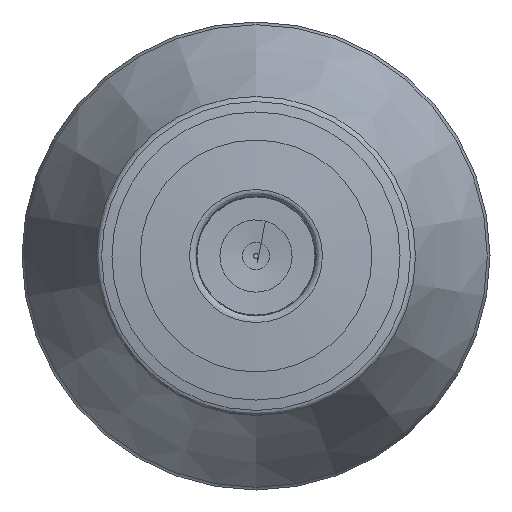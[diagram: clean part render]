
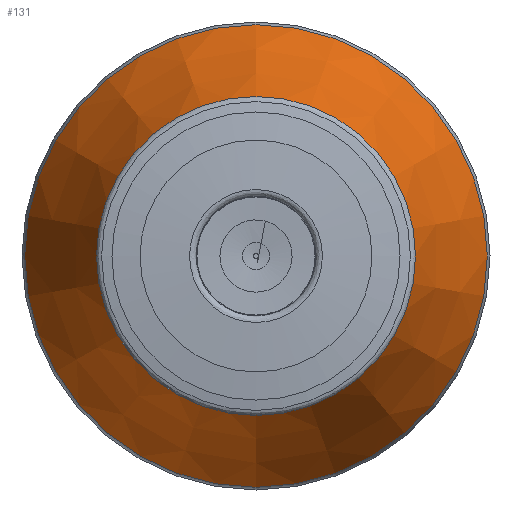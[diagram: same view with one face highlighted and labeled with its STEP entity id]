
A CAD part, left-side view. The second image highlights one B-rep face of the part: STEP entity #131.
In plain terms, the highlighted conical face has half-angle 23.806 degrees and reference radius 21.745 mm.
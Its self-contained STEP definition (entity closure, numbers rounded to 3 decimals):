
#116=CONICAL_SURFACE('',#501,21.745,23.806);
#131=ADVANCED_FACE('',(#186,#187),#116,.T.);
#186=FACE_BOUND('',#253,.T.);
#187=FACE_BOUND('',#254,.T.);
#253=EDGE_LOOP('',(#323));
#254=EDGE_LOOP('',(#324));
#323=ORIENTED_EDGE('',*,*,#416,.T.);
#324=ORIENTED_EDGE('',*,*,#415,.F.);
#380=VERTEX_POINT('',#706);
#381=VERTEX_POINT('',#709);
#415=EDGE_CURVE('',#380,#380,#450,.T.);
#416=EDGE_CURVE('',#381,#381,#451,.T.);
#450=CIRCLE('',#498,21.745);
#451=CIRCLE('',#500,14.925);
#498=AXIS2_PLACEMENT_3D('',#705,#580,#581);
#500=AXIS2_PLACEMENT_3D('',#708,#584,#585);
#501=AXIS2_PLACEMENT_3D('',#710,#586,#587);
#580=DIRECTION('',(1.,0.,0.));
#581=DIRECTION('',(0.,0.,1.));
#584=DIRECTION('',(1.,0.,0.));
#585=DIRECTION('',(0.,0.,1.));
#586=DIRECTION('',(1.,0.,0.));
#587=DIRECTION('',(0.,0.,-1.));
#705=CARTESIAN_POINT('',(81.421,0.,0.));
#706=CARTESIAN_POINT('',(81.421,0.,21.745));
#708=CARTESIAN_POINT('',(65.964,0.,0.));
#709=CARTESIAN_POINT('',(65.964,0.,14.925));
#710=CARTESIAN_POINT('',(81.421,0.,0.));
